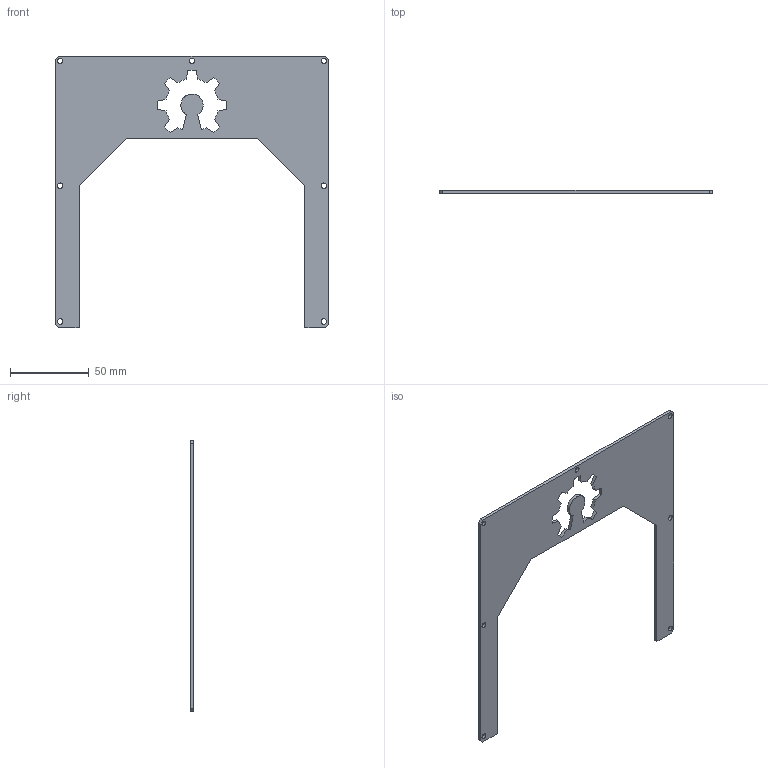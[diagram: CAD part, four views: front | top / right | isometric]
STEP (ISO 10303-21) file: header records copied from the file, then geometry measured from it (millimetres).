
FILE_DESCRIPTION(('FreeCAD Model'),'2;1');
FILE_NAME('Open CASCADE Shape Model','2023-04-09T13:21:20',('Author'),( ''),'Open CASCADE STEP processor 7.5','FreeCAD','Unknown');
FILE_SCHEMA(('AUTOMOTIVE_DESIGN { 1 0 10303 214 1 1 1 1 }'));
Length unit declared in the file: millimetre
Products named in the file (1): front.top.panel
Bounding box: 173 x 2 x 172 mm (x, y, z)
Volume: 25116.5 mm3; surface area: 27483.2 mm2
Topology: 1 solids, 1 shells, 55 faces, 159 edges, 106 vertices
Faces by surface type: bspline 32, plane 16, cylinder 7
Full cylindrical faces by diameter (mm): 3.4 x7
Entity records: 4542 total; most frequent: CARTESIAN_POINT 1984, ORIENTED_EDGE 318, PCURVE 318, DEFINITIONAL_REPRESENTATION 318, B_SPLINE_CURVE_WITH_KNOTS 276, DIRECTION 245, EDGE_CURVE 159, LINE 155
